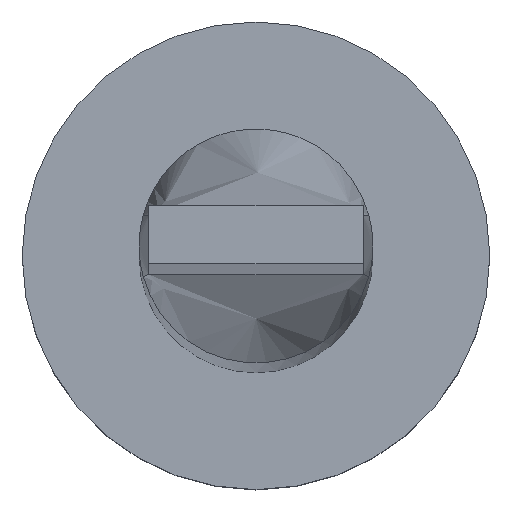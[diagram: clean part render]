
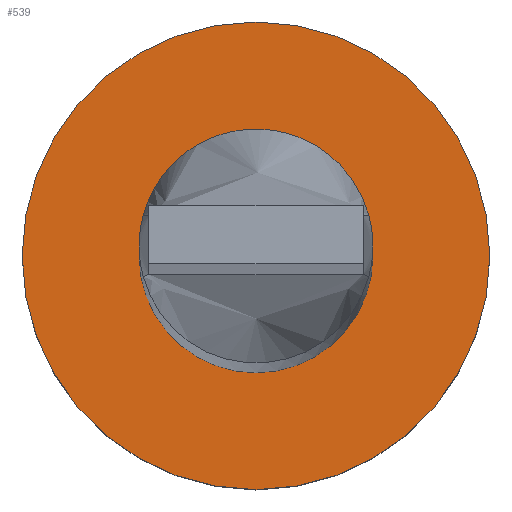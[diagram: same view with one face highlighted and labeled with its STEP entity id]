
A CAD part, top view. The second image highlights one B-rep face of the part: STEP entity #539.
In plain terms, the highlighted planar face has unit normal (0, 0, 1).
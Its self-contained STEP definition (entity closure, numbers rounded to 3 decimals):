
#9 = DIRECTION ( 'NONE',  ( 0., 0., 1. ) ) ;
#31 = CARTESIAN_POINT ( 'NONE',  ( 6., 0., 5. ) ) ;
#39 = EDGE_CURVE ( 'NONE', #64, #115, #307, .T. ) ;
#51 = VERTEX_POINT ( 'NONE', #31 ) ;
#63 = ORIENTED_EDGE ( 'NONE', *, *, #216, .T. ) ;
#64 = VERTEX_POINT ( 'NONE', #210 ) ;
#75 = CIRCLE ( 'NONE', #181, 6. ) ;
#101 = EDGE_CURVE ( 'NONE', #115, #64, #292, .T. ) ;
#111 = VERTEX_POINT ( 'NONE', #243 ) ;
#115 = VERTEX_POINT ( 'NONE', #156 ) ;
#119 = ORIENTED_EDGE ( 'NONE', *, *, #39, .F. ) ;
#120 = FACE_OUTER_BOUND ( 'NONE', #199, .T. ) ;
#124 = DIRECTION ( 'NONE',  ( 1., 0., 0. ) ) ;
#156 = CARTESIAN_POINT ( 'NONE',  ( 3., 0., 5. ) ) ;
#180 = AXIS2_PLACEMENT_3D ( 'NONE', #300, #479, #124 ) ;
#181 = AXIS2_PLACEMENT_3D ( 'NONE', #312, #271, #494 ) ;
#199 = EDGE_LOOP ( 'NONE', ( #63, #296 ) ) ;
#204 = CARTESIAN_POINT ( 'NONE',  ( 0., 0., 5. ) ) ;
#210 = CARTESIAN_POINT ( 'NONE',  ( -3., 0., 5. ) ) ;
#216 = EDGE_CURVE ( 'NONE', #111, #51, #443, .T. ) ;
#242 = DIRECTION ( 'NONE',  ( 1., 0., 0. ) ) ;
#243 = CARTESIAN_POINT ( 'NONE',  ( -6., 0., 5. ) ) ;
#271 = DIRECTION ( 'NONE',  ( 0., 0., 1. ) ) ;
#290 = CARTESIAN_POINT ( 'NONE',  ( 0., 0., 5. ) ) ;
#292 = CIRCLE ( 'NONE', #383, 3. ) ;
#296 = ORIENTED_EDGE ( 'NONE', *, *, #362, .T. ) ;
#300 = CARTESIAN_POINT ( 'NONE',  ( 0., 0., 5. ) ) ;
#304 = AXIS2_PLACEMENT_3D ( 'NONE', #204, #514, #556 ) ;
#307 = CIRCLE ( 'NONE', #480, 3. ) ;
#312 = CARTESIAN_POINT ( 'NONE',  ( 0., 0., 5. ) ) ;
#349 = ORIENTED_EDGE ( 'NONE', *, *, #101, .F. ) ;
#354 = DIRECTION ( 'NONE',  ( 0., 0., 1. ) ) ;
#358 = CARTESIAN_POINT ( 'NONE',  ( 0., 0., 5. ) ) ;
#362 = EDGE_CURVE ( 'NONE', #51, #111, #75, .T. ) ;
#383 = AXIS2_PLACEMENT_3D ( 'NONE', #290, #9, #242 ) ;
#393 = DIRECTION ( 'NONE',  ( 1., 0., 0. ) ) ;
#443 = CIRCLE ( 'NONE', #180, 6. ) ;
#478 = PLANE ( 'NONE',  #304 ) ;
#479 = DIRECTION ( 'NONE',  ( 0., 0., 1. ) ) ;
#480 = AXIS2_PLACEMENT_3D ( 'NONE', #358, #354, #393 ) ;
#484 = FACE_BOUND ( 'NONE', #547, .T. ) ;
#494 = DIRECTION ( 'NONE',  ( 1., 0., 0. ) ) ;
#514 = DIRECTION ( 'NONE',  ( 0., 0., 1. ) ) ;
#539 = ADVANCED_FACE ( 'NONE', ( #484, #120 ), #478, .T. ) ;
#547 = EDGE_LOOP ( 'NONE', ( #119, #349 ) ) ;
#556 = DIRECTION ( 'NONE',  ( 1., 0., 0. ) ) ;
